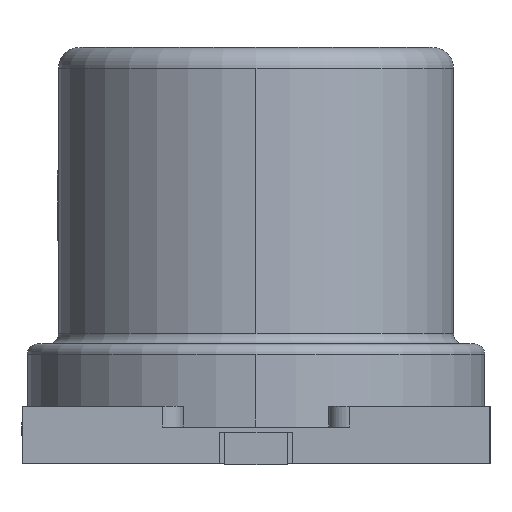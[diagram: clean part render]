
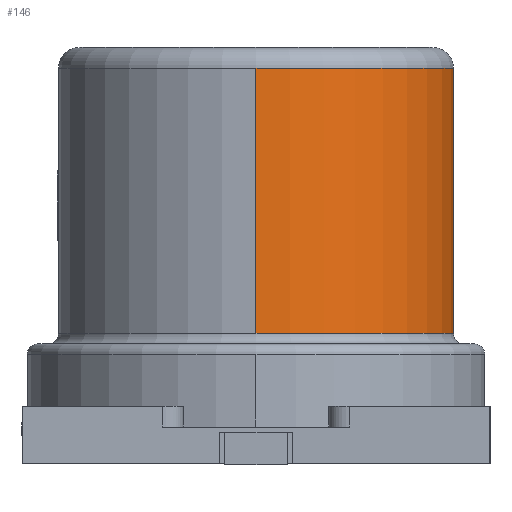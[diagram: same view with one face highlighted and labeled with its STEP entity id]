
A CAD part, left-side view. The second image highlights one B-rep face of the part: STEP entity #146.
In plain terms, the highlighted cylindrical face has radius 1.9 mm (diameter 3.8 mm), a partial arc.
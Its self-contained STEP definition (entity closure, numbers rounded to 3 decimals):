
#146 = ADVANCED_FACE ( 'NONE', ( #12490 ), #1738, .T. ) ;
#148 = CARTESIAN_POINT ( 'NONE',  ( -3.1, 0., 1.25 ) ) ;
#548 = EDGE_CURVE ( 'NONE', #14129, #5291, #9924, .T. ) ;
#820 = EDGE_CURVE ( 'NONE', #3465, #14565, #11142, .T. ) ;
#1093 = DIRECTION ( 'NONE',  ( 0., 0., -1. ) ) ;
#1450 = AXIS2_PLACEMENT_3D ( 'NONE', #148, #16487, #12131 ) ;
#1738 = CYLINDRICAL_SURFACE ( 'NONE', #4856, 1.9 ) ;
#2024 = CIRCLE ( 'NONE', #1450, 1.9 ) ;
#2263 = DIRECTION ( 'NONE',  ( 0., 0., -1. ) ) ;
#3465 = VERTEX_POINT ( 'NONE', #10246 ) ;
#4856 = AXIS2_PLACEMENT_3D ( 'NONE', #10402, #10226, #14263 ) ;
#5107 = DIRECTION ( 'NONE',  ( 1., 0., 0. ) ) ;
#5291 = VERTEX_POINT ( 'NONE', #15774 ) ;
#6027 = DIRECTION ( 'NONE',  ( 0., 0., -1. ) ) ;
#6964 = ORIENTED_EDGE ( 'NONE', *, *, #820, .F. ) ;
#7357 = EDGE_CURVE ( 'NONE', #3465, #14129, #13851, .T. ) ;
#8186 = EDGE_LOOP ( 'NONE', ( #10732, #10489, #9349, #6964 ) ) ;
#8551 = CARTESIAN_POINT ( 'NONE',  ( -5., 0., 18.698 ) ) ;
#9244 = AXIS2_PLACEMENT_3D ( 'NONE', #16293, #1093, #5107 ) ;
#9349 = ORIENTED_EDGE ( 'NONE', *, *, #12549, .T. ) ;
#9924 = LINE ( 'NONE', #8551, #15898 ) ;
#10226 = DIRECTION ( 'NONE',  ( 0., 0., -1. ) ) ;
#10246 = CARTESIAN_POINT ( 'NONE',  ( -3.1, -1.9, 3.8 ) ) ;
#10402 = CARTESIAN_POINT ( 'NONE',  ( -3.1, 0., 18.698 ) ) ;
#10489 = ORIENTED_EDGE ( 'NONE', *, *, #548, .T. ) ;
#10732 = ORIENTED_EDGE ( 'NONE', *, *, #7357, .T. ) ;
#11142 = LINE ( 'NONE', #14510, #11642 ) ;
#11642 = VECTOR ( 'NONE', #2263, 1000. ) ;
#12131 = DIRECTION ( 'NONE',  ( 1., 0., 0. ) ) ;
#12490 = FACE_OUTER_BOUND ( 'NONE', #8186, .T. ) ;
#12549 = EDGE_CURVE ( 'NONE', #5291, #14565, #2024, .T. ) ;
#13527 = CARTESIAN_POINT ( 'NONE',  ( -3.1, -1.9, 1.25 ) ) ;
#13851 = CIRCLE ( 'NONE', #9244, 1.9 ) ;
#14129 = VERTEX_POINT ( 'NONE', #16858 ) ;
#14263 = DIRECTION ( 'NONE',  ( -1., 0., 0. ) ) ;
#14510 = CARTESIAN_POINT ( 'NONE',  ( -3.1, -1.9, 18.698 ) ) ;
#14565 = VERTEX_POINT ( 'NONE', #13527 ) ;
#15774 = CARTESIAN_POINT ( 'NONE',  ( -5., 0., 1.25 ) ) ;
#15898 = VECTOR ( 'NONE', #6027, 1000. ) ;
#16293 = CARTESIAN_POINT ( 'NONE',  ( -3.1, 0., 3.8 ) ) ;
#16487 = DIRECTION ( 'NONE',  ( 0., 0., 1. ) ) ;
#16858 = CARTESIAN_POINT ( 'NONE',  ( -5., 0., 3.8 ) ) ;
